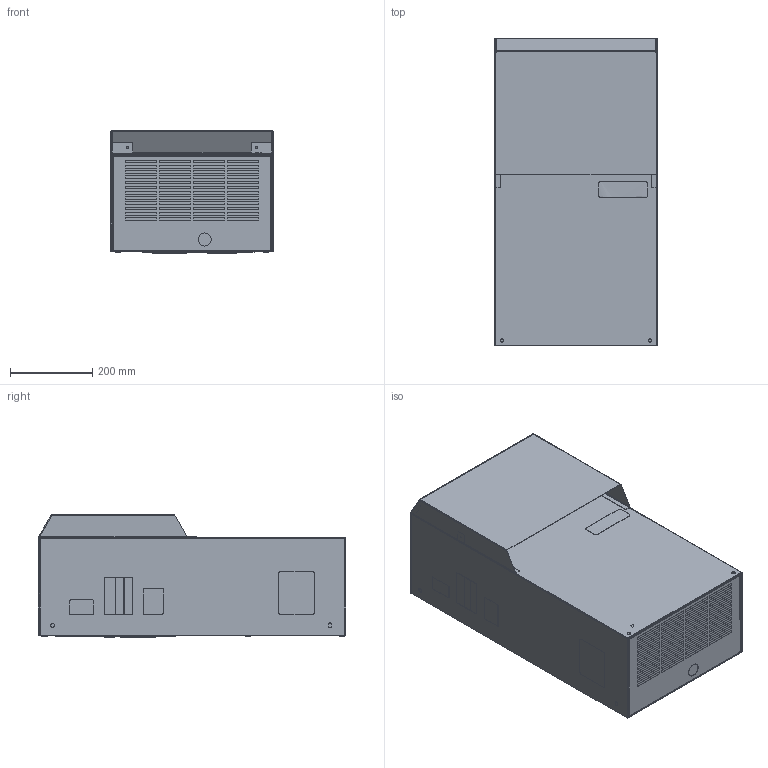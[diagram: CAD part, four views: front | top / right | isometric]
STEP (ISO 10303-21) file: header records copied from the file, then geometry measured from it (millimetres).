
FILE_DESCRIPTION (( 'STEP AP203' ), '1' );
FILE_NAME ('13385436158_Default.step', '2025-03-21T19:56:35', ( 'Windows User' ), ( 'AUTOMATION DIRECT' ), 'SwSTEP 2.0', 'SolidWorks 2024', '' );
FILE_SCHEMA (( 'CONFIG_CONTROL_DESIGN' ));
Products named in the file (1): 13385436158_Default
Bounding box: 395.51 x 746.69 x 297.13 mm (x, y, z)
Volume: 70108184 mm3; surface area: 2898160.7 mm2
Topology: 1 solids, 3 shells, 1711 faces, 4803 edges, 3132 vertices
Faces by surface type: plane 962, cylinder 722, bspline 27
Full cylindrical faces by diameter (mm): 5 x2
Entity records: 60391 total; most frequent: CARTESIAN_POINT 14093, ORIENTED_EDGE 9598, DIRECTION 9531, EDGE_CURVE 4799, LINE 3305, VECTOR 3305, VERTEX_POINT 3130, AXIS2_PLACEMENT_3D 3113
